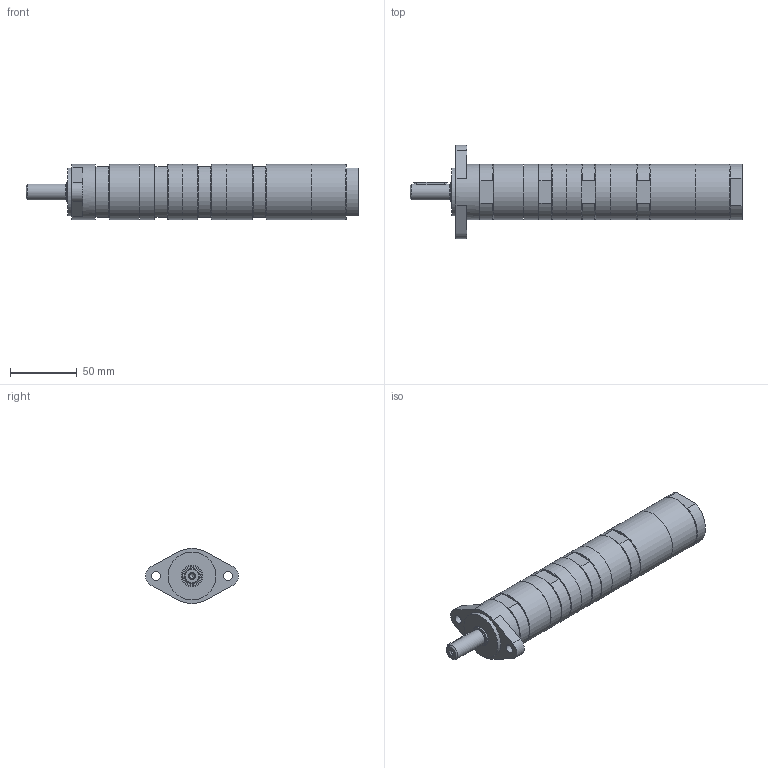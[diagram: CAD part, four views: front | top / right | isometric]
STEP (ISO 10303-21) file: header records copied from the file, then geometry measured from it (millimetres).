
FILE_DESCRIPTION(/* description */ ('MUD 23-30 F54'),/* implementation_level */ '2;1');
FILE_NAME(/* name */ 'MUD 23-30 F54_60028657.stp',/* time_stamp */ '2023-12-04T16:55:25+01:00',/* author */ ('DSteinicke'),/* organization */ (''),/* preprocessor_version */ 'ST-DEVELOPER v19.2',/* originating_system */ 'Autodesk Inventor 2024',/* authorisation */ '');
FILE_SCHEMA (('AUTOMOTIVE_DESIGN { 1 0 10303 214 3 1 1 }'));
Length unit declared in the file: millimetre
Products named in the file (1): 60028657
Bounding box: 249.2 x 69.94 x 41.5 mm (x, y, z)
Volume: 295557.2 mm3; surface area: 36375.5 mm2
Topology: 1 solids, 1 shells, 184 faces, 445 edges, 281 vertices
Faces by surface type: plane 107, cylinder 36, cone 32, bspline 7, torus 2
Full cylindrical faces by diameter (mm): 3.242 x1, 6.5 x2, 11.445 x3, 11.8 x1, 12 x1, 14.95 x1, 16 x1, 36 x1, 37.99 x2, 41.5 x9
Entity records: 5659 total; most frequent: CARTESIAN_POINT 1119, ORIENTED_EDGE 888, DIRECTION 880, EDGE_CURVE 444, AXIS2_PLACEMENT_3D 306, VERTEX_POINT 281, LINE 268, VECTOR 268
